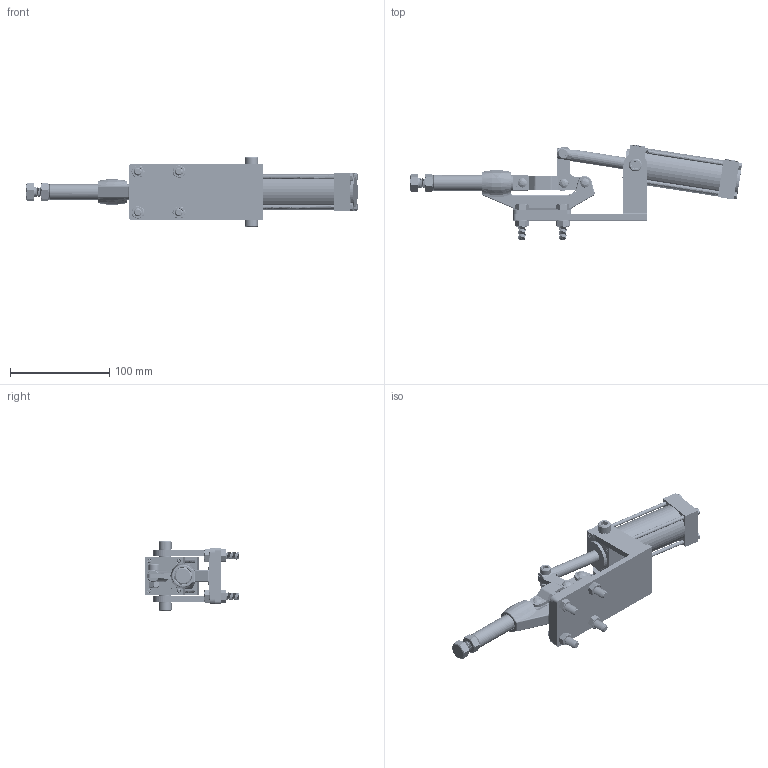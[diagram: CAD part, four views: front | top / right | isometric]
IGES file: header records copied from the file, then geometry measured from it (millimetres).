
Start section: SolidWorks IGES file using analytic representation for surfaces
Global section: file name: GPP-195200.IGS; native system: SolidWorks 2019; preprocessor: SolidWorks 2019; author: Engenharia; date: 210210.165543; units: millimetre
Bounding box: 334.25 x 95.64 x 71 mm (x, y, z)
Surface area: 116978 mm2 (no closed solid volume)
Topology: 0 solids, 0 shells, 6960 faces, 53127 edges, 48209 vertices
Faces by surface type: revolution 6072, bspline 888
